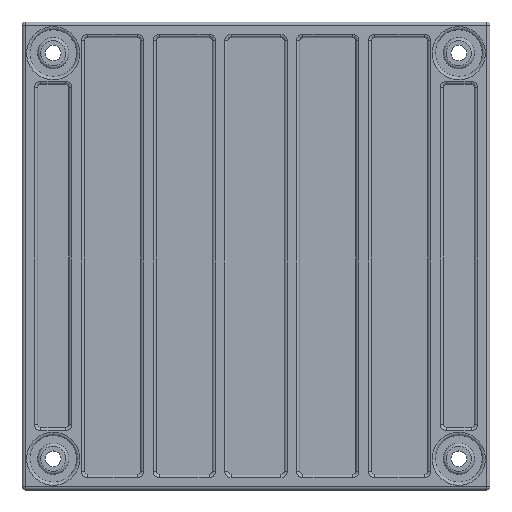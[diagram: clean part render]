
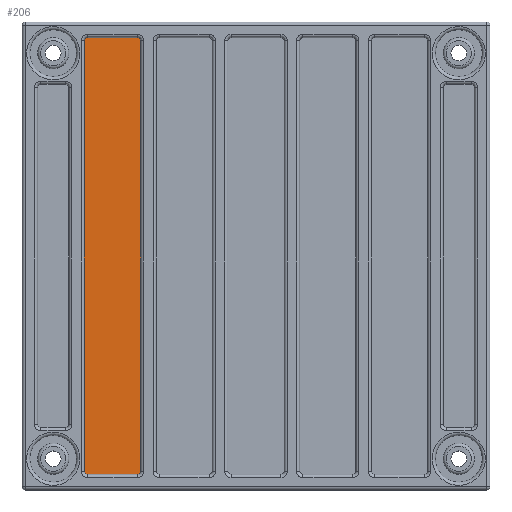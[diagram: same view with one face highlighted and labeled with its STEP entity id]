
A CAD part, top view. The second image highlights one B-rep face of the part: STEP entity #206.
In plain terms, the highlighted planar face has unit normal (0, 0, 1).
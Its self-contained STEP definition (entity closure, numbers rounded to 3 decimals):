
#206=ADVANCED_FACE('',(#1129),#1131,.T.);
#1129=FACE_BOUND('',#1130,.T.);
#1130=EDGE_LOOP('',(#1865,#1866,#1867,#1868,#1869,#1870,#1871,#1872));
#1131=PLANE('',#1132);
#1132=AXIS2_PLACEMENT_3D('',#1133,#1134,#1135);
#1133=CARTESIAN_POINT('',(0.,0.,0.6));
#1134=DIRECTION('',(0.,0.,1.));
#1135=DIRECTION('',(-1.,0.,0.));
#1865=ORIENTED_EDGE('',*,*,#2311,.F.);
#1866=ORIENTED_EDGE('',*,*,#2312,.T.);
#1867=ORIENTED_EDGE('',*,*,#2313,.F.);
#1868=ORIENTED_EDGE('',*,*,#2314,.T.);
#1869=ORIENTED_EDGE('',*,*,#2315,.F.);
#1870=ORIENTED_EDGE('',*,*,#2316,.T.);
#1871=ORIENTED_EDGE('',*,*,#2317,.F.);
#1872=ORIENTED_EDGE('',*,*,#2318,.T.);
#2311=EDGE_CURVE('',#2651,#2652,#2653,.F.);
#2312=EDGE_CURVE('',#2651,#2654,#2655,.T.);
#2313=EDGE_CURVE('',#2656,#2654,#2657,.F.);
#2314=EDGE_CURVE('',#2656,#2658,#2659,.T.);
#2315=EDGE_CURVE('',#2660,#2658,#2661,.F.);
#2316=EDGE_CURVE('',#2660,#2662,#2663,.T.);
#2317=EDGE_CURVE('',#2664,#2662,#2665,.F.);
#2318=EDGE_CURVE('',#2664,#2652,#2666,.T.);
#2651=VERTEX_POINT('',#3327);
#2652=VERTEX_POINT('',#3328);
#2653=CIRCLE('',#3329,1.);
#2654=VERTEX_POINT('',#3333);
#2655=LINE('',#3334,#3335);
#2656=VERTEX_POINT('',#3337);
#2657=CIRCLE('',#3338,1.);
#2658=VERTEX_POINT('',#3342);
#2659=LINE('',#3343,#3344);
#2660=VERTEX_POINT('',#3346);
#2661=CIRCLE('',#3347,1.);
#2662=VERTEX_POINT('',#3351);
#2663=LINE('',#3352,#3353);
#2664=VERTEX_POINT('',#3355);
#2665=CIRCLE('',#3356,1.);
#2666=LINE('',#3360,#3361);
#3327=CARTESIAN_POINT('',(-38.,70.,0.6));
#3328=CARTESIAN_POINT('',(-37.,69.,0.6));
#3329=AXIS2_PLACEMENT_3D('',#3330,#3331,#3332);
#3330=CARTESIAN_POINT('',(-38.,69.,0.6));
#3331=DIRECTION('',(0.,0.,1.));
#3332=DIRECTION('',(1.,0.,0.));
#3333=CARTESIAN_POINT('',(-54.,70.,0.6));
#3334=CARTESIAN_POINT('',(-38.,70.,0.6));
#3335=VECTOR('',#3336,1.);
#3336=DIRECTION('',(-1.,0.,0.));
#3337=CARTESIAN_POINT('',(-55.,69.,0.6));
#3338=AXIS2_PLACEMENT_3D('',#3339,#3340,#3341);
#3339=CARTESIAN_POINT('',(-54.,69.,0.6));
#3340=DIRECTION('',(0.,0.,1.));
#3341=DIRECTION('',(0.,1.,0.));
#3342=CARTESIAN_POINT('',(-55.,-69.,0.6));
#3343=CARTESIAN_POINT('',(-55.,69.,0.6));
#3344=VECTOR('',#3345,1.);
#3345=DIRECTION('',(0.,-1.,0.));
#3346=CARTESIAN_POINT('',(-54.,-70.,0.6));
#3347=AXIS2_PLACEMENT_3D('',#3348,#3349,#3350);
#3348=CARTESIAN_POINT('',(-54.,-69.,0.6));
#3349=DIRECTION('',(0.,0.,1.));
#3350=DIRECTION('',(-1.,0.,0.));
#3351=CARTESIAN_POINT('',(-38.,-70.,0.6));
#3352=CARTESIAN_POINT('',(-54.,-70.,0.6));
#3353=VECTOR('',#3354,1.);
#3354=DIRECTION('',(1.,0.,0.));
#3355=CARTESIAN_POINT('',(-37.,-69.,0.6));
#3356=AXIS2_PLACEMENT_3D('',#3357,#3358,#3359);
#3357=CARTESIAN_POINT('',(-38.,-69.,0.6));
#3358=DIRECTION('',(0.,0.,1.));
#3359=DIRECTION('',(0.,-1.,0.));
#3360=CARTESIAN_POINT('',(-37.,-69.,0.6));
#3361=VECTOR('',#3362,1.);
#3362=DIRECTION('',(0.,1.,0.));
